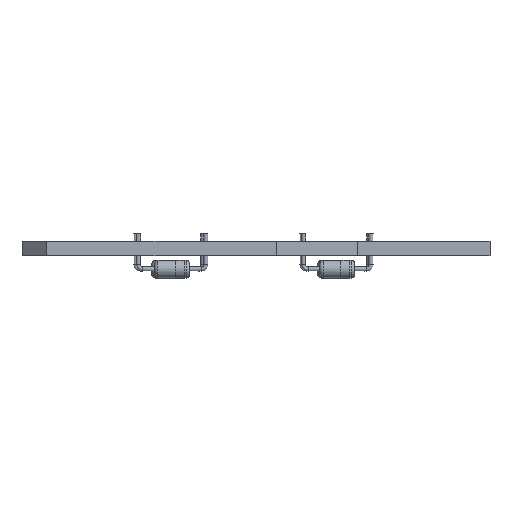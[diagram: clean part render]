
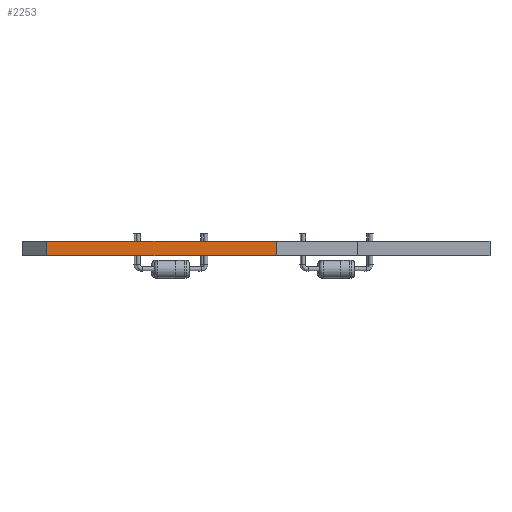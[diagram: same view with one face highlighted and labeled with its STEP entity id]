
A CAD part, left-side view. The second image highlights one B-rep face of the part: STEP entity #2253.
In plain terms, the highlighted planar face has unit normal (-1, 0, 0).
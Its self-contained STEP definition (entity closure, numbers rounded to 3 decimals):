
#610 = VERTEX_POINT('',#611);
#611 = CARTESIAN_POINT('',(117.91,-87.765,0.));
#617 = EDGE_CURVE('',#618,#610,#620,.T.);
#618 = VERTEX_POINT('',#619);
#619 = CARTESIAN_POINT('',(117.91,-113.765,0.));
#620 = LINE('',#621,#622);
#621 = CARTESIAN_POINT('',(117.91,-113.765,0.));
#622 = VECTOR('',#623,1.);
#623 = DIRECTION('',(0.,1.,0.));
#1392 = VERTEX_POINT('',#1393);
#1393 = CARTESIAN_POINT('',(117.91,-87.765,1.6));
#1399 = EDGE_CURVE('',#1400,#1392,#1402,.T.);
#1400 = VERTEX_POINT('',#1401);
#1401 = CARTESIAN_POINT('',(117.91,-113.765,1.6));
#1402 = LINE('',#1403,#1404);
#1403 = CARTESIAN_POINT('',(117.91,-113.765,1.6));
#1404 = VECTOR('',#1405,1.);
#1405 = DIRECTION('',(0.,1.,0.));
#2223 = EDGE_CURVE('',#610,#1392,#2224,.T.);
#2224 = LINE('',#2225,#2226);
#2225 = CARTESIAN_POINT('',(117.91,-87.765,0.));
#2226 = VECTOR('',#2227,1.);
#2227 = DIRECTION('',(0.,0.,1.));
#2253 = ADVANCED_FACE('',(#2254),#2265,.T.);
#2254 = FACE_BOUND('',#2255,.T.);
#2255 = EDGE_LOOP('',(#2256,#2262,#2263,#2264));
#2256 = ORIENTED_EDGE('',*,*,#2257,.T.);
#2257 = EDGE_CURVE('',#618,#1400,#2258,.T.);
#2258 = LINE('',#2259,#2260);
#2259 = CARTESIAN_POINT('',(117.91,-113.765,0.));
#2260 = VECTOR('',#2261,1.);
#2261 = DIRECTION('',(0.,0.,1.));
#2262 = ORIENTED_EDGE('',*,*,#1399,.T.);
#2263 = ORIENTED_EDGE('',*,*,#2223,.F.);
#2264 = ORIENTED_EDGE('',*,*,#617,.F.);
#2265 = PLANE('',#2266);
#2266 = AXIS2_PLACEMENT_3D('',#2267,#2268,#2269);
#2267 = CARTESIAN_POINT('',(117.91,-113.765,0.));
#2268 = DIRECTION('',(-1.,0.,0.));
#2269 = DIRECTION('',(0.,1.,0.));
